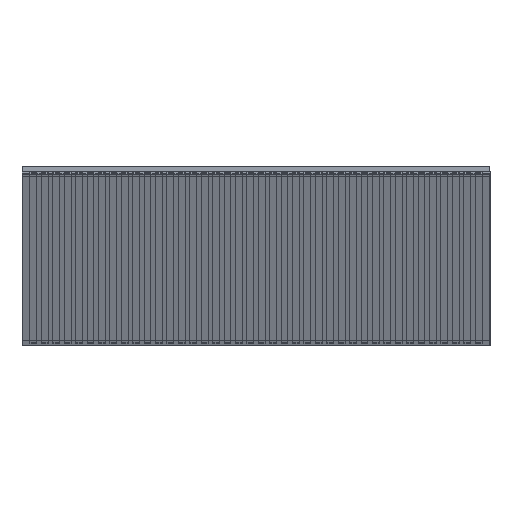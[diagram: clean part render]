
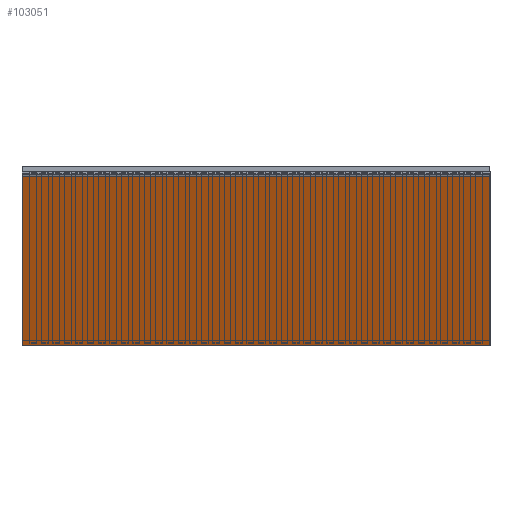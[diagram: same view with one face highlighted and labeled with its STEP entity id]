
A CAD part, left-side view. The second image highlights one B-rep face of the part: STEP entity #103051.
In plain terms, the highlighted planar face has unit normal (-0.914, 0, -0.405).
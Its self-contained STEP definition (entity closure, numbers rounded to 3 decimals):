
#60=B_SPLINE_CURVE_WITH_KNOTS('',3,(#130442,#130443,#130444,#130445),
 .UNSPECIFIED.,.F.,.F.,(4,4),(0.,1.),.UNSPECIFIED.);
#3453=ORIENTED_EDGE('',*,*,#25445,.F.);
#3454=ORIENTED_EDGE('',*,*,#25716,.F.);
#3455=ORIENTED_EDGE('',*,*,#25439,.T.);
#3456=ORIENTED_EDGE('',*,*,#25718,.T.);
#25439=EDGE_CURVE('',#36622,#36621,#44413,.T.);
#25445=EDGE_CURVE('',#36627,#36628,#44419,.T.);
#25716=EDGE_CURVE('',#36622,#36627,#60,.T.);
#25718=EDGE_CURVE('',#36621,#36628,#44691,.T.);
#36621=VERTEX_POINT('',#129851);
#36622=VERTEX_POINT('',#129853);
#36627=VERTEX_POINT('',#129864);
#36628=VERTEX_POINT('',#129866);
#44413=LINE('',#129852,#54229);
#44419=LINE('',#129865,#54235);
#44691=LINE('',#130449,#54507);
#54229=VECTOR('',#111895,1000.);
#54235=VECTOR('',#111903,1000.);
#54507=VECTOR('',#112279,1000.);
#63610=EDGE_LOOP('',(#3453,#3454,#3455,#3456));
#67554=FACE_BOUND('',#63610,.T.);
#71498=PLANE('',#107040);
#103051=ADVANCED_FACE('',(#67554),#71498,.T.);
#107040=AXIS2_PLACEMENT_3D('',#130448,#112277,#112278);
#111895=DIRECTION('',(0.405,0.,-0.914));
#111903=DIRECTION('',(0.405,0.,-0.914));
#112277=DIRECTION('',(-0.914,0.,-0.405));
#112278=DIRECTION('',(-0.405,0.,0.914));
#112279=DIRECTION('',(0.,-1.,0.));
#129851=CARTESIAN_POINT('',(39.32,20.5,-7.575));
#129852=CARTESIAN_POINT('',(36.04,20.5,-0.167));
#129853=CARTESIAN_POINT('',(36.04,20.5,-0.167));
#129864=CARTESIAN_POINT('',(36.04,0.,-0.167));
#129865=CARTESIAN_POINT('',(36.04,0.,-0.167));
#129866=CARTESIAN_POINT('',(39.32,0.,-7.575));
#130442=CARTESIAN_POINT('',(36.04,20.5,-0.167));
#130443=CARTESIAN_POINT('',(36.04,13.667,-0.167));
#130444=CARTESIAN_POINT('',(36.04,6.833,-0.167));
#130445=CARTESIAN_POINT('',(36.04,0.,-0.167));
#130448=CARTESIAN_POINT('',(36.04,20.5,-0.167));
#130449=CARTESIAN_POINT('',(39.32,20.5,-7.575));
